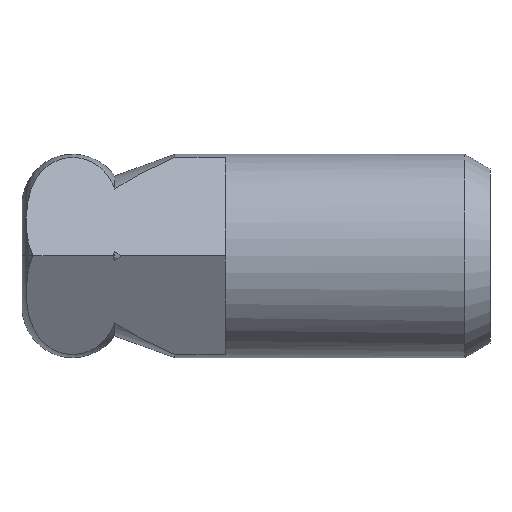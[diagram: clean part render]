
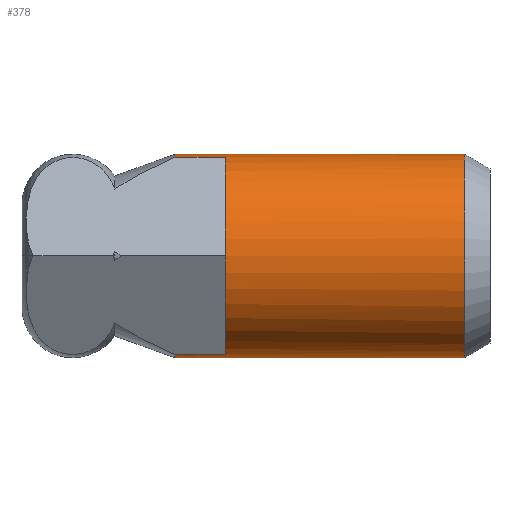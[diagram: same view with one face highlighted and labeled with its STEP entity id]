
A CAD part, top view. The second image highlights one B-rep face of the part: STEP entity #378.
In plain terms, the highlighted cylindrical face has radius 5 mm (diameter 10 mm), a partial arc.
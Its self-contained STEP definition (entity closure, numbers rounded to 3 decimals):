
#262=EDGE_CURVE('',#404,#358,#622,.T.);
#358=VERTEX_POINT('',#723);
#368=VERTEX_POINT('',#733);
#376=EDGE_CURVE('',#368,#392,#741,.T.);
#378=ADVANCED_FACE('',(#743),#744,.T.);
#390=EDGE_CURVE('',#368,#404,#760,.T.);
#392=VERTEX_POINT('',#762);
#402=VERTEX_POINT('',#773);
#404=VERTEX_POINT('',#775);
#410=EDGE_CURVE('',#392,#402,#783,.T.);
#418=VERTEX_POINT('',#791);
#430=EDGE_CURVE('',#402,#418,#805,.T.);
#436=VERTEX_POINT('',#812);
#444=EDGE_CURVE('',#418,#436,#820,.T.);
#450=VERTEX_POINT('',#828);
#454=EDGE_CURVE('',#436,#450,#832,.T.);
#456=EDGE_CURVE('',#358,#450,#834,.T.);
#622=CIRCLE('',#1227,5.0);
#723=CARTESIAN_POINT('',(11.75,-5.0,0.));
#733=CARTESIAN_POINT('',(-2.5,5.0,0.));
#741=CIRCLE('',#1578,5.0);
#743=FACE_OUTER_BOUND('',#1580,.T.);
#744=CYLINDRICAL_SURFACE('',#1581,5.0);
#760=LINE('',#1598,#1599);
#762=CARTESIAN_POINT('',(-2.5,4.841,1.25));
#773=CARTESIAN_POINT('',(0.0,4.841,1.25));
#775=CARTESIAN_POINT('',(11.75,5.0,0.0));
#783=LINE('',#1628,#1629);
#791=CARTESIAN_POINT('',(0.0,-4.841,1.25));
#805=CIRCLE('',#1657,5.0);
#812=CARTESIAN_POINT('',(-2.5,-4.841,1.25));
#820=LINE('',#1686,#1687);
#828=CARTESIAN_POINT('',(-2.5,-5.0,0.));
#832=CIRCLE('',#1700,5.0);
#834=LINE('',#1703,#1704);
#1227=AXIS2_PLACEMENT_3D('',#2125,#2126,#2127);
#1578=AXIS2_PLACEMENT_3D('',#2231,#2232,#2233);
#1580=EDGE_LOOP('',(#2235,#2236,#2237,#2238,#2239,#2240,#2241,#2242));
#1581=AXIS2_PLACEMENT_3D('',#2243,#2244,#2245);
#1598=CARTESIAN_POINT('',(5.875,5.0,0.));
#1599=VECTOR('',#2277,1.0);
#1628=CARTESIAN_POINT('',(-1.25,4.841,1.25));
#1629=VECTOR('',#2309,1.0);
#1657=AXIS2_PLACEMENT_3D('',#2340,#2341,#2342);
#1686=CARTESIAN_POINT('',(-1.25,-4.841,1.25));
#1687=VECTOR('',#2358,1.0);
#1700=AXIS2_PLACEMENT_3D('',#2375,#2376,#2377);
#1703=CARTESIAN_POINT('',(5.875,-5.0,0.));
#1704=VECTOR('',#2378,1.0);
#2125=CARTESIAN_POINT('',(11.75,0.0,0.0));
#2126=DIRECTION('',(1.0,0.0,0.0));
#2127=DIRECTION('',(0.0,1.0,0.0));
#2231=CARTESIAN_POINT('',(-2.5,0.0,0.0));
#2232=DIRECTION('',(1.0,0.0,0.0));
#2233=DIRECTION('',(0.0,1.0,0.0));
#2235=ORIENTED_EDGE('',*,*,#390,.F.);
#2236=ORIENTED_EDGE('',*,*,#376,.T.);
#2237=ORIENTED_EDGE('',*,*,#410,.T.);
#2238=ORIENTED_EDGE('',*,*,#430,.T.);
#2239=ORIENTED_EDGE('',*,*,#444,.T.);
#2240=ORIENTED_EDGE('',*,*,#454,.T.);
#2241=ORIENTED_EDGE('',*,*,#456,.F.);
#2242=ORIENTED_EDGE('',*,*,#262,.F.);
#2243=CARTESIAN_POINT('',(5.875,0.0,0.0));
#2244=DIRECTION('',(-1.0,-0.0,-0.0));
#2245=DIRECTION('',(0.0,1.0,0.0));
#2277=DIRECTION('',(1.0,0.0,0.0));
#2309=DIRECTION('',(1.0,0.0,0.0));
#2340=CARTESIAN_POINT('',(0.,0.0,0.0));
#2341=DIRECTION('',(1.0,0.0,0.0));
#2342=DIRECTION('',(0.0,1.0,0.0));
#2358=DIRECTION('',(-1.0,-0.0,-0.0));
#2375=CARTESIAN_POINT('',(-2.5,0.0,0.0));
#2376=DIRECTION('',(1.0,0.0,0.0));
#2377=DIRECTION('',(0.0,1.0,0.0));
#2378=DIRECTION('',(-1.0,-0.0,-0.0));
